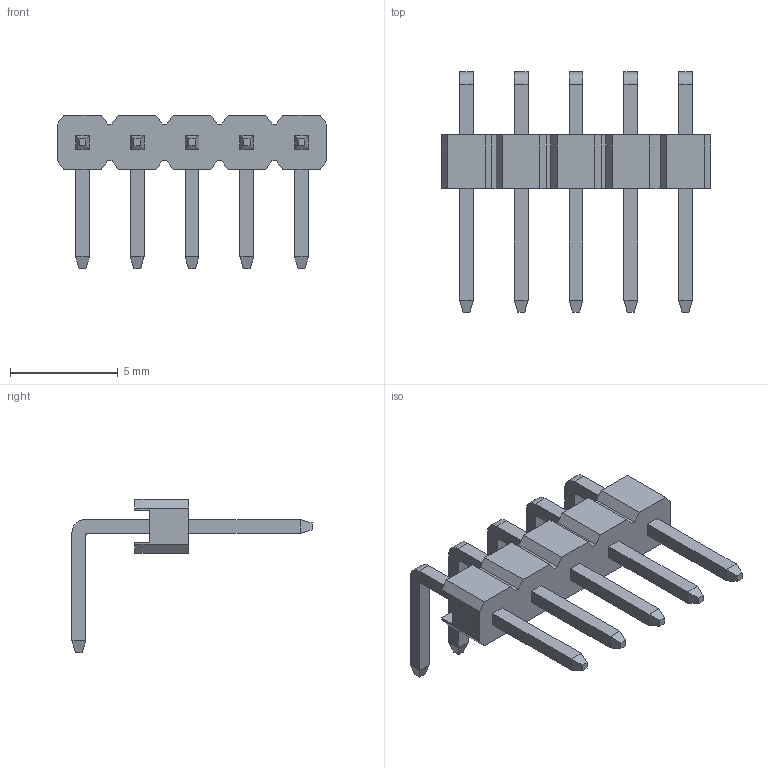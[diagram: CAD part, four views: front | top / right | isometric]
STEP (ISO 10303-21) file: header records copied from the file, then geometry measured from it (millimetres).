
FILE_DESCRIPTION(('STEP AP214'),'1');
FILE_NAME(' ',' ',('TraceParts'),('TraceParts S.A.'),'XStep 1.0',' ',' ');
FILE_SCHEMA(('automotive_design'));
Length unit declared in the file: millimetre
Products named in the file (1): 1
Bounding box: 12.5 x 11.14 x 7.1 mm (x, y, z)
Volume: 89.7 mm3; surface area: 337.5 mm2
Topology: 1 solids, 1 shells, 156 faces, 432 edges, 288 vertices
Faces by surface type: plane 146, cylinder 10
Entity records: 9760 total; most frequent: CARTESIAN_POINT 877, STYLED_ITEM 876, PRESENTATION_STYLE_ASSIGNMENT 876, COLOUR_RGB 876, ORIENTED_EDGE 864, DIRECTION 766, EDGE_CURVE 432, CURVE_STYLE 432
